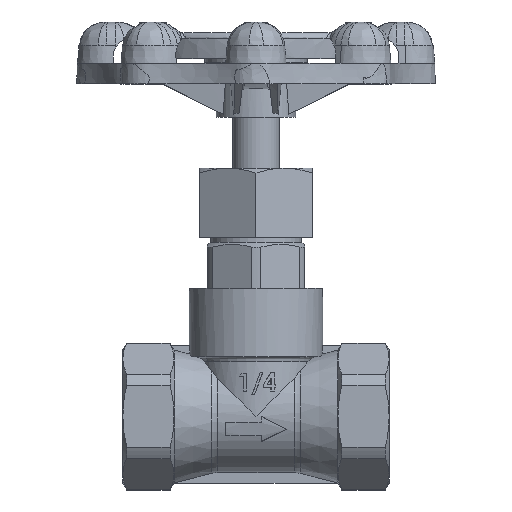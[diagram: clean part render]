
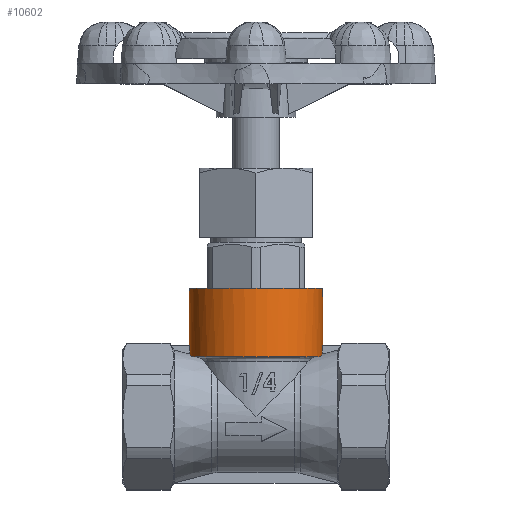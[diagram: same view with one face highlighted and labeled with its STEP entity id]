
A CAD part, top view. The second image highlights one B-rep face of the part: STEP entity #10602.
In plain terms, the highlighted cylindrical face has radius 13 mm (diameter 26 mm), a full revolution.
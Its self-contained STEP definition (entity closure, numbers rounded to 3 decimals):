
#608=B_SPLINE_CURVE_WITH_KNOTS('',3,(#14333,#14334,#14335,#14336),
 .UNSPECIFIED.,.F.,.F.,(4,4),(0.,0.002),
 .UNSPECIFIED.);
#609=B_SPLINE_CURVE_WITH_KNOTS('',3,(#14341,#14342,#14343,#14344),
 .UNSPECIFIED.,.F.,.F.,(4,4),(0.,0.002),
 .UNSPECIFIED.);
#618=B_SPLINE_CURVE_WITH_KNOTS('',3,(#14430,#14431,#14432,#14433),
 .UNSPECIFIED.,.F.,.F.,(4,4),(0.,0.002),
 .UNSPECIFIED.);
#620=B_SPLINE_CURVE_WITH_KNOTS('',3,(#14452,#14453,#14454,#14455),
 .UNSPECIFIED.,.F.,.F.,(4,4),(0.,0.002),
 .UNSPECIFIED.);
#1758=CYLINDRICAL_SURFACE('',#11397,13.);
#1857=CIRCLE('',#11239,13.);
#1859=CIRCLE('',#11242,13.);
#1860=CIRCLE('',#11244,13.);
#1923=CIRCLE('',#11365,13.);
#1937=CIRCLE('',#11398,13.);
#2729=ORIENTED_EDGE('',*,*,#5959,.T.);
#2730=ORIENTED_EDGE('',*,*,#5766,.F.);
#2731=ORIENTED_EDGE('',*,*,#5933,.T.);
#2732=ORIENTED_EDGE('',*,*,#5925,.F.);
#2733=ORIENTED_EDGE('',*,*,#5767,.T.);
#2734=ORIENTED_EDGE('',*,*,#5920,.T.);
#2735=ORIENTED_EDGE('',*,*,#5954,.T.);
#2736=ORIENTED_EDGE('',*,*,#5762,.F.);
#2737=ORIENTED_EDGE('',*,*,#5936,.T.);
#2738=ORIENTED_EDGE('',*,*,#5922,.T.);
#2739=ORIENTED_EDGE('',*,*,#5930,.T.);
#2740=ORIENTED_EDGE('',*,*,#5928,.F.);
#2741=ORIENTED_EDGE('',*,*,#5960,.T.);
#5762=EDGE_CURVE('',#7486,#7485,#1857,.T.);
#5766=EDGE_CURVE('',#7490,#7487,#1859,.T.);
#5767=EDGE_CURVE('',#7491,#7492,#1860,.T.);
#5920=EDGE_CURVE('',#7492,#7591,#8601,.T.);
#5922=EDGE_CURVE('',#7592,#7593,#8602,.T.);
#5925=EDGE_CURVE('',#7491,#7594,#8604,.T.);
#5928=EDGE_CURVE('',#7595,#7596,#8605,.T.);
#5930=EDGE_CURVE('',#7593,#7596,#1923,.T.);
#5933=EDGE_CURVE('',#7490,#7594,#608,.T.);
#5936=EDGE_CURVE('',#7486,#7592,#609,.T.);
#5954=EDGE_CURVE('',#7591,#7485,#618,.T.);
#5959=EDGE_CURVE('',#7595,#7487,#620,.T.);
#5960=EDGE_CURVE('',#7604,#7604,#1937,.T.);
#7485=VERTEX_POINT('',#13790);
#7486=VERTEX_POINT('',#13795);
#7487=VERTEX_POINT('',#13802);
#7490=VERTEX_POINT('',#13810);
#7491=VERTEX_POINT('',#13814);
#7492=VERTEX_POINT('',#13815);
#7591=VERTEX_POINT('',#14301);
#7592=VERTEX_POINT('',#14305);
#7593=VERTEX_POINT('',#14306);
#7594=VERTEX_POINT('',#14311);
#7595=VERTEX_POINT('',#14315);
#7596=VERTEX_POINT('',#14317);
#7604=VERTEX_POINT('',#14458);
#8601=LINE('',#14300,#8820);
#8602=LINE('',#14304,#8821);
#8604=LINE('',#14310,#8823);
#8605=LINE('',#14316,#8824);
#8820=VECTOR('',#12300,1000.);
#8821=VECTOR('',#12305,1000.);
#8823=VECTOR('',#12311,1000.);
#8824=VECTOR('',#12318,1000.);
#9076=EDGE_LOOP('',(#2729,#2730,#2731,#2732,#2733,#2734,#2735,#2736,#2737,
#2738,#2739,#2740));
#9077=EDGE_LOOP('',(#2741));
#9775=FACE_BOUND('',#9076,.T.);
#9776=FACE_BOUND('',#9077,.T.);
#10602=ADVANCED_FACE('',(#9775,#9776),#1758,.T.);
#11239=AXIS2_PLACEMENT_3D('',#13796,#12030,#12031);
#11242=AXIS2_PLACEMENT_3D('',#13811,#12036,#12037);
#11244=AXIS2_PLACEMENT_3D('',#13813,#12040,#12041);
#11365=AXIS2_PLACEMENT_3D('',#14320,#12322,#12323);
#11397=AXIS2_PLACEMENT_3D('',#14456,#12386,#12387);
#11398=AXIS2_PLACEMENT_3D('',#14457,#12388,#12389);
#12030=DIRECTION('',(0.,-1.,0.));
#12031=DIRECTION('',(0.,0.,-1.));
#12036=DIRECTION('',(0.,-1.,0.));
#12037=DIRECTION('',(0.,0.,-1.));
#12040=DIRECTION('',(0.,1.,0.));
#12041=DIRECTION('',(0.,0.,-1.));
#12300=DIRECTION('',(0.,-1.,0.));
#12305=DIRECTION('',(0.,1.,0.));
#12311=DIRECTION('',(0.,-1.,0.));
#12318=DIRECTION('',(0.,1.,0.));
#12322=DIRECTION('',(0.,1.,0.));
#12323=DIRECTION('',(0.,0.,-1.));
#12386=DIRECTION('',(0.,-1.,0.));
#12387=DIRECTION('',(0.,0.,-1.));
#12388=DIRECTION('',(0.,-1.,0.));
#12389=DIRECTION('',(0.,0.,-1.));
#13790=CARTESIAN_POINT('',(12.579,11.678,-3.283));
#13795=CARTESIAN_POINT('',(-12.579,11.678,-3.283));
#13796=CARTESIAN_POINT('',(0.,11.678,0.));
#13802=CARTESIAN_POINT('',(-12.579,11.678,3.283));
#13810=CARTESIAN_POINT('',(12.579,11.678,3.283));
#13811=CARTESIAN_POINT('',(0.,11.678,0.));
#13813=CARTESIAN_POINT('',(0.,13.856,0.));
#13814=CARTESIAN_POINT('',(12.953,13.856,1.1));
#13815=CARTESIAN_POINT('',(12.953,13.856,-1.1));
#14300=CARTESIAN_POINT('',(12.953,0.,-1.1));
#14301=CARTESIAN_POINT('',(12.953,12.177,-1.1));
#14304=CARTESIAN_POINT('',(-12.953,0.,-1.1));
#14305=CARTESIAN_POINT('',(-12.953,12.177,-1.1));
#14306=CARTESIAN_POINT('',(-12.953,13.856,-1.1));
#14310=CARTESIAN_POINT('',(12.953,0.,1.1));
#14311=CARTESIAN_POINT('',(12.953,12.177,1.1));
#14315=CARTESIAN_POINT('',(-12.953,12.177,1.1));
#14316=CARTESIAN_POINT('',(-12.953,0.,1.1));
#14317=CARTESIAN_POINT('',(-12.953,13.856,1.1));
#14320=CARTESIAN_POINT('',(0.,13.856,0.));
#14333=CARTESIAN_POINT('',(12.579,11.678,3.283));
#14334=CARTESIAN_POINT('',(12.761,11.923,2.583));
#14335=CARTESIAN_POINT('',(12.889,12.092,1.857));
#14336=CARTESIAN_POINT('',(12.953,12.177,1.1));
#14341=CARTESIAN_POINT('',(-12.579,11.678,-3.283));
#14342=CARTESIAN_POINT('',(-12.761,11.923,-2.583));
#14343=CARTESIAN_POINT('',(-12.889,12.092,-1.857));
#14344=CARTESIAN_POINT('',(-12.953,12.177,-1.1));
#14430=CARTESIAN_POINT('',(12.953,12.177,-1.1));
#14431=CARTESIAN_POINT('',(12.889,12.092,-1.857));
#14432=CARTESIAN_POINT('',(12.761,11.923,-2.583));
#14433=CARTESIAN_POINT('',(12.579,11.678,-3.283));
#14452=CARTESIAN_POINT('',(-12.953,12.177,1.1));
#14453=CARTESIAN_POINT('',(-12.889,12.092,1.857));
#14454=CARTESIAN_POINT('',(-12.761,11.923,2.583));
#14455=CARTESIAN_POINT('',(-12.579,11.678,3.283));
#14456=CARTESIAN_POINT('',(0.,0.,0.));
#14457=CARTESIAN_POINT('',(0.,25.,0.));
#14458=CARTESIAN_POINT('',(0.,25.,-13.));
